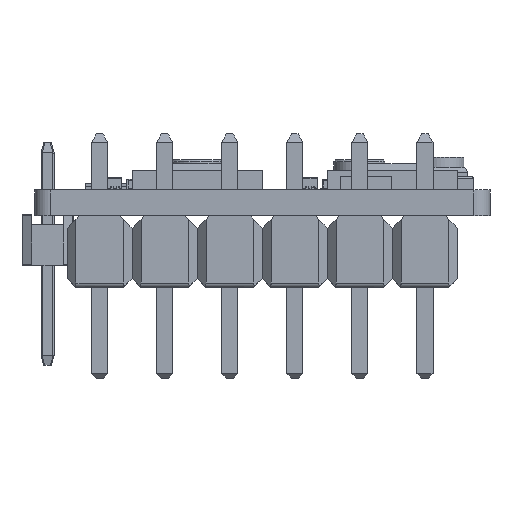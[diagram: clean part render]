
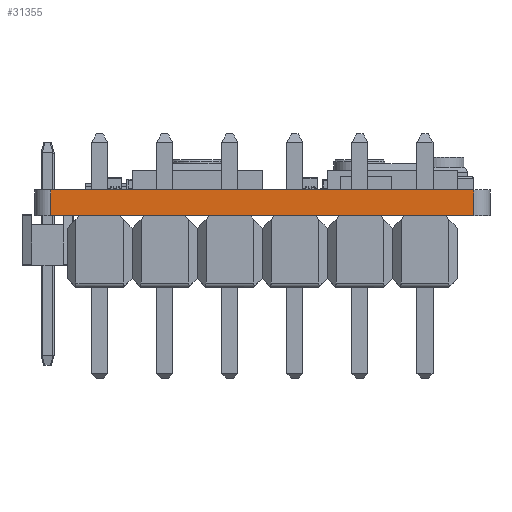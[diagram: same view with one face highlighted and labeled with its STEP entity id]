
A CAD part, left-side view. The second image highlights one B-rep face of the part: STEP entity #31355.
In plain terms, the highlighted planar face has unit normal (-1, 0, 0).
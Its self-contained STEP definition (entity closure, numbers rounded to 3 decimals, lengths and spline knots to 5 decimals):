
#2578=PLANE('',#34464);
#5429=LINE('',#54134,#8395);
#5469=LINE('',#54496,#8435);
#5470=LINE('',#54499,#8436);
#5471=LINE('',#54500,#8437);
#8395=VECTOR('',#42827,0.3937);
#8435=VECTOR('',#43083,0.3937);
#8436=VECTOR('',#43086,0.3937);
#8437=VECTOR('',#43087,0.3937);
#10853=FACE_OUTER_BOUND('',#12729,.T.);
#12729=EDGE_LOOP('',(#29241,#29242,#29243,#29244));
#16287=VERTEX_POINT('',#54131);
#16288=VERTEX_POINT('',#54133);
#16358=VERTEX_POINT('',#54494);
#16359=VERTEX_POINT('',#54498);
#20588=EDGE_CURVE('',#16287,#16288,#5429,.T.);
#20694=EDGE_CURVE('',#16358,#16288,#5469,.T.);
#20695=EDGE_CURVE('',#16359,#16358,#5470,.T.);
#20696=EDGE_CURVE('',#16359,#16287,#5471,.T.);
#29241=ORIENTED_EDGE('',*,*,#20695,.T.);
#29242=ORIENTED_EDGE('',*,*,#20694,.T.);
#29243=ORIENTED_EDGE('',*,*,#20588,.F.);
#29244=ORIENTED_EDGE('',*,*,#20696,.F.);
#31355=ADVANCED_FACE('',(#10853),#2578,.T.);
#34464=AXIS2_PLACEMENT_3D('',#54497,#43084,#43085);
#42827=DIRECTION('',(0.,-1.,0.));
#43083=DIRECTION('',(0.,0.,1.));
#43084=DIRECTION('center_axis',(-1.,0.,0.));
#43085=DIRECTION('ref_axis',(0.,-1.,0.));
#43086=DIRECTION('',(0.,-1.,0.));
#43087=DIRECTION('',(0.,0.,1.));
#54131=CARTESIAN_POINT('',(0.,0.675,0.03937));
#54133=CARTESIAN_POINT('',(0.,0.025,0.03937));
#54134=CARTESIAN_POINT('',(0.,0.675,0.03937));
#54494=CARTESIAN_POINT('',(0.,0.025,0.));
#54496=CARTESIAN_POINT('',(0.,0.025,0.));
#54497=CARTESIAN_POINT('Origin',(0.,0.675,0.));
#54498=CARTESIAN_POINT('',(0.,0.675,0.));
#54499=CARTESIAN_POINT('',(0.,0.675,0.));
#54500=CARTESIAN_POINT('',(0.,0.675,0.));
